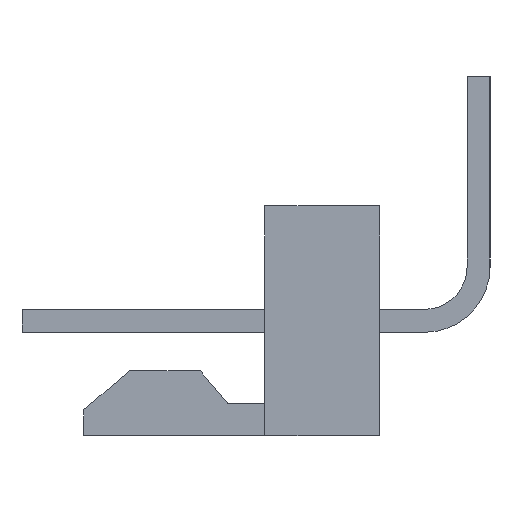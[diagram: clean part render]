
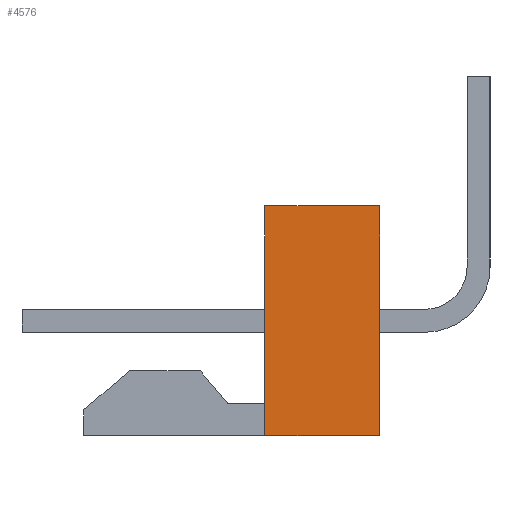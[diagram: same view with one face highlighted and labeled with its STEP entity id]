
A CAD part, left-side view. The second image highlights one B-rep face of the part: STEP entity #4576.
In plain terms, the highlighted planar face has unit normal (-1, 0, 0).
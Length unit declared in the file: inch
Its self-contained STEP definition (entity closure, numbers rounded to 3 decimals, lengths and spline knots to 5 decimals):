
#1=DIRECTION('',(0.,-1.,0.));
#2=VECTOR('',#1,0.125);
#3=CARTESIAN_POINT('',(-0.797,0.0625,0.125));
#4=LINE('',#3,#2);
#5=DIRECTION('',(0.,0.,-1.));
#6=VECTOR('',#5,0.25);
#7=CARTESIAN_POINT('',(-0.797,-0.0625,0.125));
#8=LINE('',#7,#6);
#9=DIRECTION('',(0.,1.,0.));
#10=VECTOR('',#9,0.125);
#11=CARTESIAN_POINT('',(-0.797,-0.0625,-0.125));
#12=LINE('',#11,#10);
#13=DIRECTION('',(0.,0.,1.));
#14=VECTOR('',#13,0.25);
#15=CARTESIAN_POINT('',(-0.797,0.0625,-0.125));
#16=LINE('',#15,#14);
#3437=CARTESIAN_POINT('',(-0.797,0.0625,0.125));
#3438=CARTESIAN_POINT('',(-0.797,-0.0625,0.125));
#3439=VERTEX_POINT('',#3437);
#3440=VERTEX_POINT('',#3438);
#3441=CARTESIAN_POINT('',(-0.797,-0.0625,-0.125));
#3442=VERTEX_POINT('',#3441);
#3443=CARTESIAN_POINT('',(-0.797,0.0625,-0.125));
#3444=VERTEX_POINT('',#3443);
#4561=CARTESIAN_POINT('',(-0.797,0.,0.));
#4562=DIRECTION('',(1.,0.,0.));
#4563=DIRECTION('',(0.,0.,-1.));
#4564=AXIS2_PLACEMENT_3D('',#4561,#4562,#4563);
#4565=PLANE('',#4564);
#4567=ORIENTED_EDGE('',*,*,#4566,.T.);
#4569=ORIENTED_EDGE('',*,*,#4568,.T.);
#4571=ORIENTED_EDGE('',*,*,#4570,.T.);
#4573=ORIENTED_EDGE('',*,*,#4572,.T.);
#4574=EDGE_LOOP('',(#4567,#4569,#4571,#4573));
#4575=FACE_OUTER_BOUND('',#4574,.F.);
#4576=ADVANCED_FACE('',(#4575),#4565,.F.);
#4566=EDGE_CURVE('',#3439,#3440,#4,.T.);
#4568=EDGE_CURVE('',#3440,#3442,#8,.T.);
#4570=EDGE_CURVE('',#3442,#3444,#12,.T.);
#4572=EDGE_CURVE('',#3444,#3439,#16,.T.);
